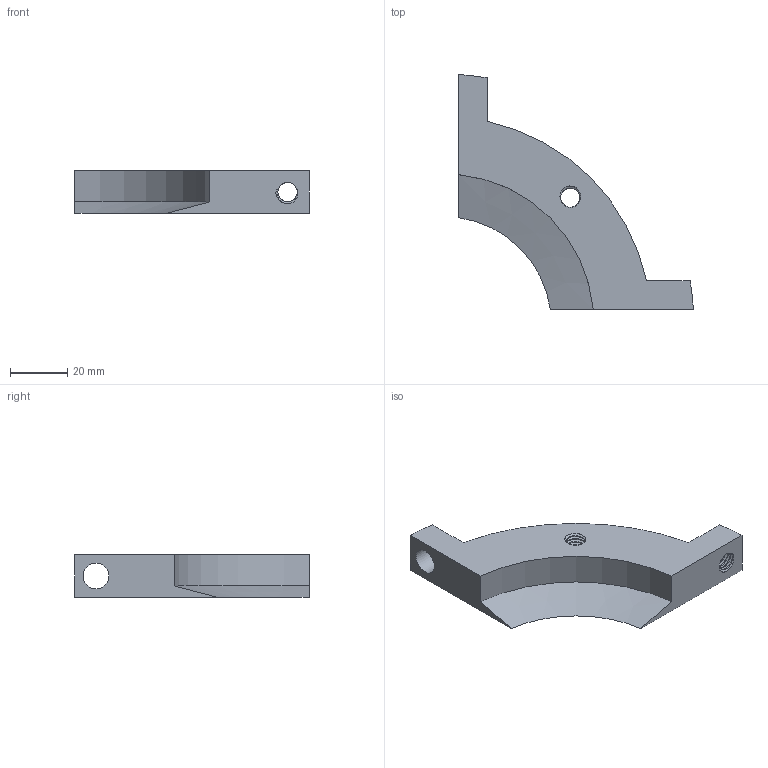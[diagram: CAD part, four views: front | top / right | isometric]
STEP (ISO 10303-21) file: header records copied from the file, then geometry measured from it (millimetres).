
FILE_DESCRIPTION(/* description */ (''),/* implementation_level */ '2;1');
FILE_NAME(/* name */ 'Extracteur.step',/* time_stamp */ '2022-06-26T19:47:05+02:00',/* author */ (''),/* organization */ (''),/* preprocessor_version */ 'ST-DEVELOPER v19',/* originating_system */ 'Autodesk Translation Framework v11.7.0.108',/* authorisation */ '');
FILE_SCHEMA (('AUTOMOTIVE_DESIGN { 1 0 10303 214 3 1 1 }'));
Length unit declared in the file: millimetre
Products named in the file (1): Extracteur bagues vérins
Bounding box: 82.36 x 82.36 x 15 mm (x, y, z)
Volume: 31227.2 mm3; surface area: 10849.1 mm2
Topology: 1 solids, 1 shells, 60 faces, 174 edges, 116 vertices
Faces by surface type: cylinder 49, plane 6, bspline 4, cone 1
Full cylindrical faces by diameter (mm): 6.779 x10, 8.17 x4, 9 x1
Entity records: 4915 total; most frequent: CARTESIAN_POINT 3467, ORIENTED_EDGE 348, DIRECTION 209, EDGE_CURVE 174, VERTEX_POINT 116, B_SPLINE_CURVE_WITH_KNOTS 96, AXIS2_PLACEMENT_3D 76, EDGE_LOOP 66
